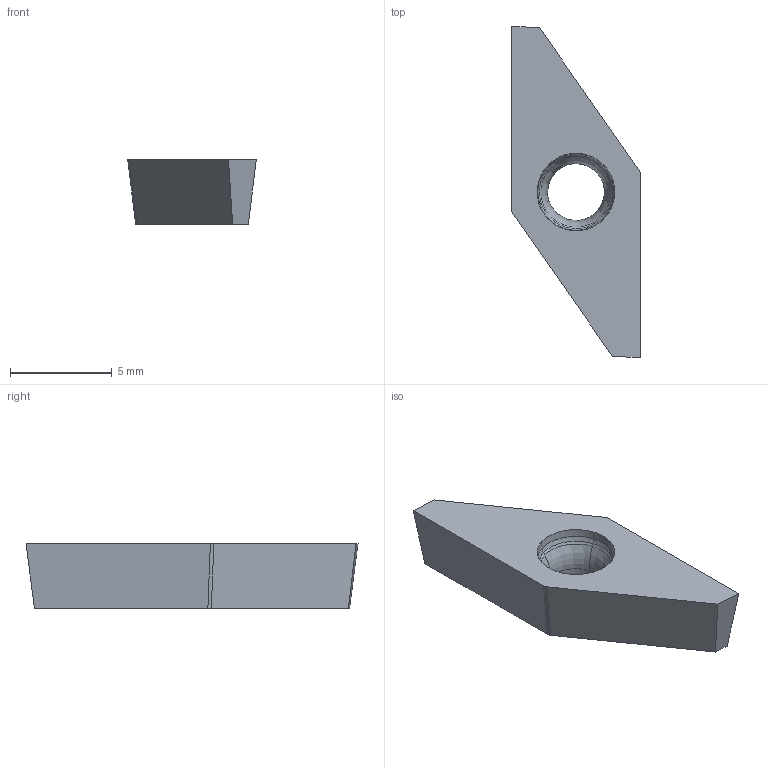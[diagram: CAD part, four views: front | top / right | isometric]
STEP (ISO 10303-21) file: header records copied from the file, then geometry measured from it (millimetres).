
FILE_DESCRIPTION(/* description */ (''),/* implementation_level */ '2;1');
FILE_NAME(/* name */ 'aaa338764_a.stp',/* time_stamp */ '2019-09-24T14:25:45+02:00',/* author */ (''),/* organization */ ('SMS'),/* preprocessor_version */ 'ST-DEVELOPER v16.7',/* originating_system */ 'SIEMENS PLM Software NX 12.0',/* authorisation */ '');
FILE_SCHEMA (('AUTOMOTIVE_DESIGN { 1 0 10303 214 3 1 1 1 }'));
Length unit declared in the file: millimetre
Products named in the file (1): AAA338764_A
Bounding box: 6.33 x 16.34 x 3.18 mm (x, y, z)
Volume: 166.1 mm3; surface area: 252.5 mm2
Topology: 1 solids, 1 shells, 30 faces, 71 edges, 45 vertices
Faces by surface type: bspline 20, plane 8, cylinder 2
Entity records: 2378 total; most frequent: CARTESIAN_POINT 1785, ORIENTED_EDGE 140, EDGE_CURVE 70, DIRECTION 54, B_SPLINE_CURVE_WITH_KNOTS 47, VERTEX_POINT 42, EDGE_LOOP 32, ADVANCED_FACE 30
